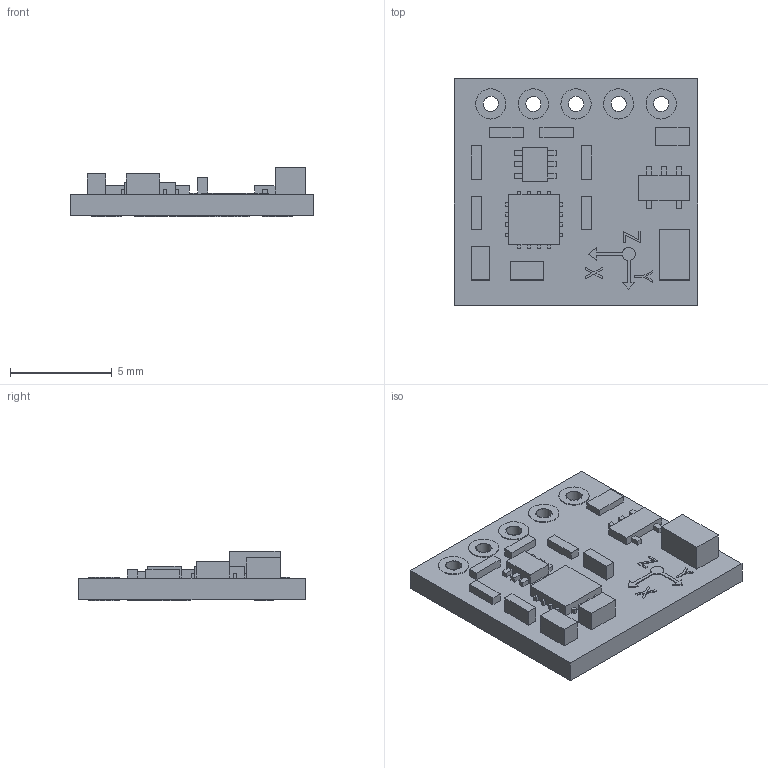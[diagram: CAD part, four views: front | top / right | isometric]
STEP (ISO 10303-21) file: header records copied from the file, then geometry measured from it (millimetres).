
FILE_DESCRIPTION(('FreeCAD Model'),'2;1');
FILE_NAME('Open CASCADE Shape Model','2025-05-02T23:48:49',('FreeCAD'),( 'FreeCAD'),'Open CASCADE STEP processor 7.6','FreeCAD','Unknown');
FILE_SCHEMA(('AUTOMOTIVE_DESIGN { 1 0 10303 214 1 1 1 1 }'));
Length unit declared in the file: millimetre
Products named in the file (1): Open CASCADE STEP translator 7.6 1
Bounding box: 11.95 x 11.13 x 2.43 mm (x, y, z)
Volume: 158.3 mm3; surface area: 499.9 mm2
Topology: 72 solids, 72 shells, 801 faces, 1941 edges, 1294 vertices
Faces by surface type: bspline 801
Entity records: 22473 total; most frequent: CARTESIAN_POINT 10049, ORIENTED_EDGE 3882, EDGE_CURVE 1941, B_SPLINE_CURVE_WITH_KNOTS 1887, VERTEX_POINT 1294, FACE_BOUND 843, EDGE_LOOP 843, ADVANCED_FACE 801
